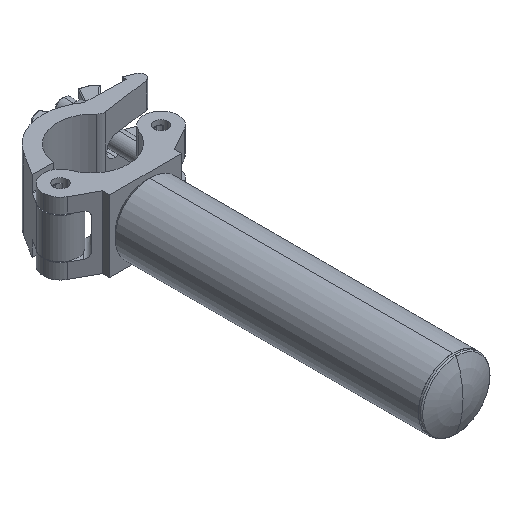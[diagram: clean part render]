
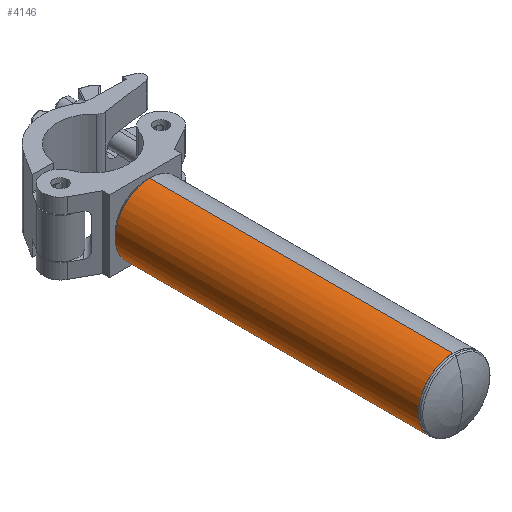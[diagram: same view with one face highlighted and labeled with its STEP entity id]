
A CAD part, isometric view. The second image highlights one B-rep face of the part: STEP entity #4146.
In plain terms, the highlighted cylindrical face has radius 24.15 mm (diameter 48.3 mm), a partial arc.
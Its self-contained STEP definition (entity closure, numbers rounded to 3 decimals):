
#259 = DIRECTION ( 'NONE',  ( 0., -1., 0. ) ) ;
#698 = CARTESIAN_POINT ( 'NONE',  ( 0., 104., -24.15 ) ) ;
#831 = VERTEX_POINT ( 'NONE', #698 ) ;
#1484 = ORIENTED_EDGE ( 'NONE', *, *, #3542, .T. ) ;
#1763 = LINE ( 'NONE', #2349, #7736 ) ;
#2143 = EDGE_CURVE ( 'NONE', #3250, #10151, #1763, .T. ) ;
#2349 = CARTESIAN_POINT ( 'NONE',  ( 0., 107., 24.15 ) ) ;
#2519 = CYLINDRICAL_SURFACE ( 'NONE', #9901, 24.15 ) ;
#3250 = VERTEX_POINT ( 'NONE', #4736 ) ;
#3542 = EDGE_CURVE ( 'NONE', #3250, #831, #4276, .T. ) ;
#3827 = VERTEX_POINT ( 'NONE', #4564 ) ;
#4146 = ADVANCED_FACE ( 'NONE', ( #4665 ), #2519, .T. ) ;
#4276 = CIRCLE ( 'NONE', #4913, 24.15 ) ;
#4564 = CARTESIAN_POINT ( 'NONE',  ( 0., -107., -24.15 ) ) ;
#4665 = FACE_OUTER_BOUND ( 'NONE', #6324, .T. ) ;
#4736 = CARTESIAN_POINT ( 'NONE',  ( 0., 104., 24.15 ) ) ;
#4774 = DIRECTION ( 'NONE',  ( 0., -1., 0. ) ) ;
#4782 = LINE ( 'NONE', #6890, #5261 ) ;
#4913 = AXIS2_PLACEMENT_3D ( 'NONE', #7610, #259, #8326 ) ;
#5027 = DIRECTION ( 'NONE',  ( 0., 0., -1. ) ) ;
#5044 = ORIENTED_EDGE ( 'NONE', *, *, #5404, .T. ) ;
#5261 = VECTOR ( 'NONE', #8694, 1000. ) ;
#5404 = EDGE_CURVE ( 'NONE', #831, #3827, #4782, .T. ) ;
#5877 = DIRECTION ( 'NONE',  ( 0., 1., 0. ) ) ;
#5980 = CARTESIAN_POINT ( 'NONE',  ( 0., -107., 0. ) ) ;
#6324 = EDGE_LOOP ( 'NONE', ( #10024, #1484, #5044, #9765 ) ) ;
#6890 = CARTESIAN_POINT ( 'NONE',  ( 0., 107., -24.15 ) ) ;
#7610 = CARTESIAN_POINT ( 'NONE',  ( 0., 104., 0. ) ) ;
#7718 = EDGE_CURVE ( 'NONE', #3827, #10151, #9457, .T. ) ;
#7736 = VECTOR ( 'NONE', #4774, 1000. ) ;
#8069 = CARTESIAN_POINT ( 'NONE',  ( 0., -107., 24.15 ) ) ;
#8326 = DIRECTION ( 'NONE',  ( 0., 0., 1. ) ) ;
#8694 = DIRECTION ( 'NONE',  ( 0., -1., 0. ) ) ;
#8853 = DIRECTION ( 'NONE',  ( 0., -1., 0. ) ) ;
#8946 = CARTESIAN_POINT ( 'NONE',  ( 0., 107., 0. ) ) ;
#9213 = DIRECTION ( 'NONE',  ( 0., 0., 1. ) ) ;
#9457 = CIRCLE ( 'NONE', #9799, 24.15 ) ;
#9765 = ORIENTED_EDGE ( 'NONE', *, *, #7718, .T. ) ;
#9799 = AXIS2_PLACEMENT_3D ( 'NONE', #5980, #5877, #9213 ) ;
#9901 = AXIS2_PLACEMENT_3D ( 'NONE', #8946, #8853, #5027 ) ;
#10024 = ORIENTED_EDGE ( 'NONE', *, *, #2143, .F. ) ;
#10151 = VERTEX_POINT ( 'NONE', #8069 ) ;
